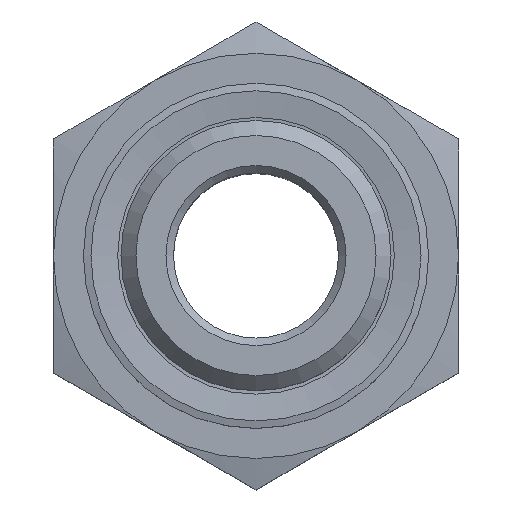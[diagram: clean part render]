
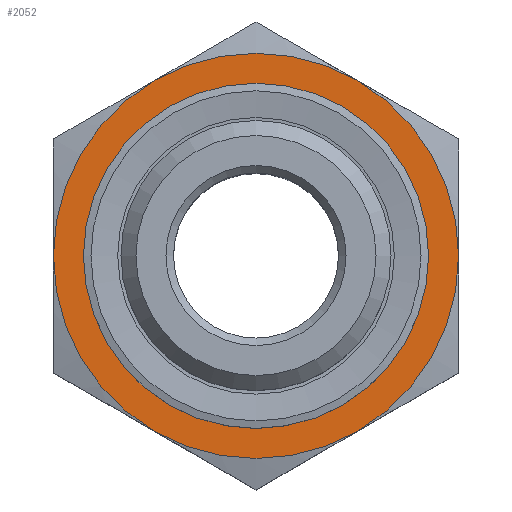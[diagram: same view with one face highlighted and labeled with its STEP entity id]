
A CAD part, top view. The second image highlights one B-rep face of the part: STEP entity #2052.
In plain terms, the highlighted planar face has unit normal (0, 0, 1).
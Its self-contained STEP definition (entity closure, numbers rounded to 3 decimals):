
#1103=CARTESIAN_POINT('',(6.75,-11.691,19.));
#1104=VERTEX_POINT('',#1103);
#1118=CARTESIAN_POINT('',(13.5,0.,19.));
#1119=VERTEX_POINT('',#1118);
#1133=CARTESIAN_POINT('',(0.0,0.0,19.));
#1134=DIRECTION('',(0.0,0.0,1.0));
#1135=DIRECTION('',(1.0,0.0,0.0));
#1136=AXIS2_PLACEMENT_3D('',#1133,#1134,#1135);
#1137=CIRCLE('',#1136,13.5);
#1138=EDGE_CURVE('',#1104,#1119,#1137,.T.);
#1150=CARTESIAN_POINT('',(-6.75,-11.691,19.));
#1151=VERTEX_POINT('',#1150);
#1178=CARTESIAN_POINT('',(0.0,0.0,19.));
#1179=DIRECTION('',(0.0,0.0,1.0));
#1180=DIRECTION('',(1.0,0.0,0.0));
#1181=AXIS2_PLACEMENT_3D('',#1178,#1179,#1180);
#1182=CIRCLE('',#1181,13.5);
#1183=EDGE_CURVE('',#1151,#1104,#1182,.T.);
#1195=CARTESIAN_POINT('',(-13.5,0.,19.));
#1196=VERTEX_POINT('',#1195);
#1223=CARTESIAN_POINT('',(0.0,0.0,19.));
#1224=DIRECTION('',(0.0,0.0,1.0));
#1225=DIRECTION('',(1.0,0.0,0.0));
#1226=AXIS2_PLACEMENT_3D('',#1223,#1224,#1225);
#1227=CIRCLE('',#1226,13.5);
#1228=EDGE_CURVE('',#1196,#1151,#1227,.T.);
#1253=CARTESIAN_POINT('',(-6.75,11.691,19.));
#1254=VERTEX_POINT('',#1253);
#1255=CARTESIAN_POINT('',(0.0,0.0,19.));
#1256=DIRECTION('',(0.0,0.0,1.0));
#1257=DIRECTION('',(1.0,0.0,0.0));
#1258=AXIS2_PLACEMENT_3D('',#1255,#1256,#1257);
#1259=CIRCLE('',#1258,13.5);
#1260=EDGE_CURVE('',#1254,#1196,#1259,.T.);
#1298=CARTESIAN_POINT('',(6.75,11.691,19.));
#1299=VERTEX_POINT('',#1298);
#1300=CARTESIAN_POINT('',(0.0,0.0,19.));
#1301=DIRECTION('',(0.0,0.0,1.0));
#1302=DIRECTION('',(1.0,0.0,0.0));
#1303=AXIS2_PLACEMENT_3D('',#1300,#1301,#1302);
#1304=CIRCLE('',#1303,13.5);
#1305=EDGE_CURVE('',#1299,#1254,#1304,.T.);
#1343=CARTESIAN_POINT('',(0.0,0.0,19.));
#1344=DIRECTION('',(0.0,0.0,1.0));
#1345=DIRECTION('',(1.0,0.0,0.0));
#1346=AXIS2_PLACEMENT_3D('',#1343,#1344,#1345);
#1347=CIRCLE('',#1346,13.5);
#1348=EDGE_CURVE('',#1119,#1299,#1347,.T.);
#2024=CARTESIAN_POINT('',(11.5,0.,19.));
#2025=VERTEX_POINT('',#2024);
#2026=CARTESIAN_POINT('',(0.,0.,19.));
#2027=DIRECTION('',(0.0,0.0,1.0));
#2028=DIRECTION('',(-1.0,0.0,0.0));
#2029=AXIS2_PLACEMENT_3D('',#2026,#2027,#2028);
#2030=CIRCLE('',#2029,11.5);
#2031=EDGE_CURVE('',#2025,#2025,#2030,.T.);
#2036=CARTESIAN_POINT('',(0.,0.,19.));
#2037=DIRECTION('',(0.0,0.0,1.0));
#2038=DIRECTION('',(1.0,0.0,0.0));
#2039=AXIS2_PLACEMENT_3D('',#2036,#2037,#2038);
#2040=PLANE('',#2039);
#2041=ORIENTED_EDGE('',*,*,#1348,.T.);
#2042=ORIENTED_EDGE('',*,*,#1305,.T.);
#2043=ORIENTED_EDGE('',*,*,#1260,.T.);
#2044=ORIENTED_EDGE('',*,*,#1228,.T.);
#2045=ORIENTED_EDGE('',*,*,#1183,.T.);
#2046=ORIENTED_EDGE('',*,*,#1138,.T.);
#2047=EDGE_LOOP('',(#2041,#2042,#2043,#2044,#2045,#2046));
#2048=FACE_OUTER_BOUND('',#2047,.T.);
#2049=ORIENTED_EDGE('',*,*,#2031,.F.);
#2050=EDGE_LOOP('',(#2049));
#2051=FACE_BOUND('',#2050,.T.);
#2052=ADVANCED_FACE('',(#2048,#2051),#2040,.T.);
